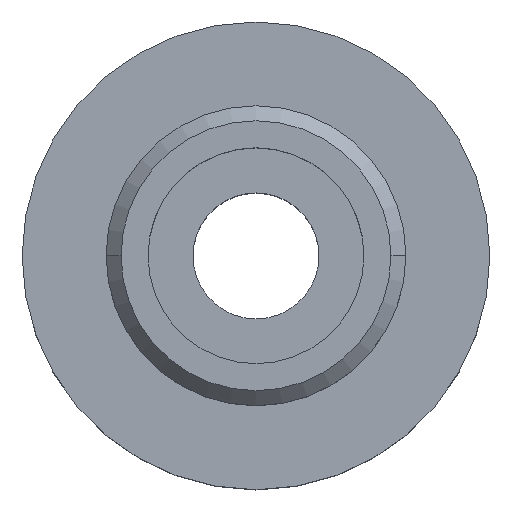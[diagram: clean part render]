
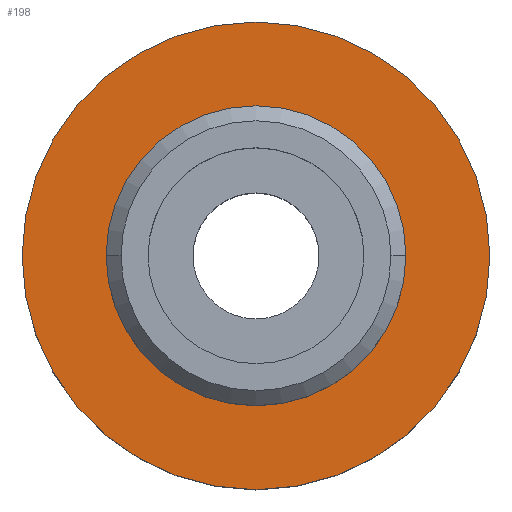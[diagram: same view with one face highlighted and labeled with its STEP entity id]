
A CAD part, top view. The second image highlights one B-rep face of the part: STEP entity #198.
In plain terms, the highlighted planar face has unit normal (0, 0, 1).
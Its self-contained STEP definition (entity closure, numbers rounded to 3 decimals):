
#120=VERTEX_POINT('',#286);
#156=EDGE_CURVE('',#234,#120,#333,.T.);
#166=VERTEX_POINT('',#343);
#170=EDGE_CURVE('',#120,#234,#347,.T.);
#198=ADVANCED_FACE('',(#378,#379),#380,.T.);
#202=EDGE_CURVE('',#166,#242,#384,.T.);
#230=EDGE_CURVE('',#242,#166,#415,.T.);
#234=VERTEX_POINT('',#419);
#242=VERTEX_POINT('',#427);
#286=CARTESIAN_POINT('',(-19.5,0.,12.0));
#333=CIRCLE('',#520,19.5);
#343=CARTESIAN_POINT('',(12.5,0.,12.0));
#347=CIRCLE('',#540,19.5);
#378=FACE_BOUND('',#582,.T.);
#379=FACE_OUTER_BOUND('',#583,.T.);
#380=PLANE('',#584);
#384=CIRCLE('',#591,12.5);
#415=CIRCLE('',#634,12.5);
#419=CARTESIAN_POINT('',(19.5,0.,12.0));
#427=CARTESIAN_POINT('',(-12.5,0.,12.0));
#520=AXIS2_PLACEMENT_3D('',#757,#758,#759);
#540=AXIS2_PLACEMENT_3D('',#770,#771,#772);
#582=EDGE_LOOP('',(#811,#812));
#583=EDGE_LOOP('',(#813,#814));
#584=AXIS2_PLACEMENT_3D('',#815,#816,#817);
#591=AXIS2_PLACEMENT_3D('',#819,#820,#821);
#634=AXIS2_PLACEMENT_3D('',#851,#852,#853);
#757=CARTESIAN_POINT('',(0.0,0.,12.0));
#758=DIRECTION('',(0.0,0.0,1.0));
#759=DIRECTION('',(-1.0,0.,0.0));
#770=CARTESIAN_POINT('',(0.0,0.,12.0));
#771=DIRECTION('',(0.0,0.0,1.0));
#772=DIRECTION('',(-1.0,0.,0.0));
#811=ORIENTED_EDGE('',*,*,#230,.F.);
#812=ORIENTED_EDGE('',*,*,#202,.F.);
#813=ORIENTED_EDGE('',*,*,#170,.T.);
#814=ORIENTED_EDGE('',*,*,#156,.T.);
#815=CARTESIAN_POINT('',(-16.0,0.,12.0));
#816=DIRECTION('',(0.0,0.0,1.0));
#817=DIRECTION('',(-1.0,0.,0.0));
#819=CARTESIAN_POINT('',(0.0,0.,12.0));
#820=DIRECTION('',(0.0,0.0,1.0));
#821=DIRECTION('',(-1.0,0.,0.0));
#851=CARTESIAN_POINT('',(0.0,0.,12.0));
#852=DIRECTION('',(0.0,0.0,1.0));
#853=DIRECTION('',(-1.0,0.,0.0));
